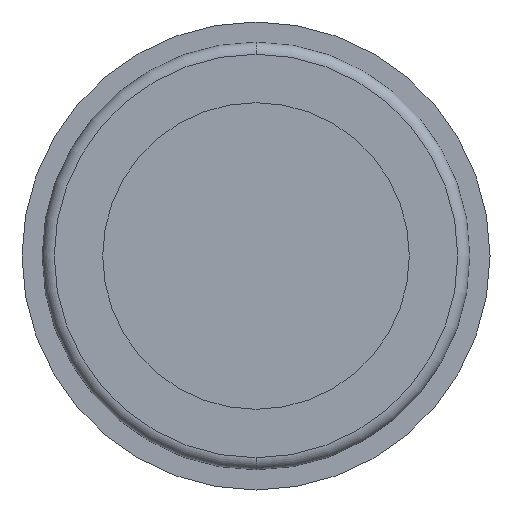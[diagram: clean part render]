
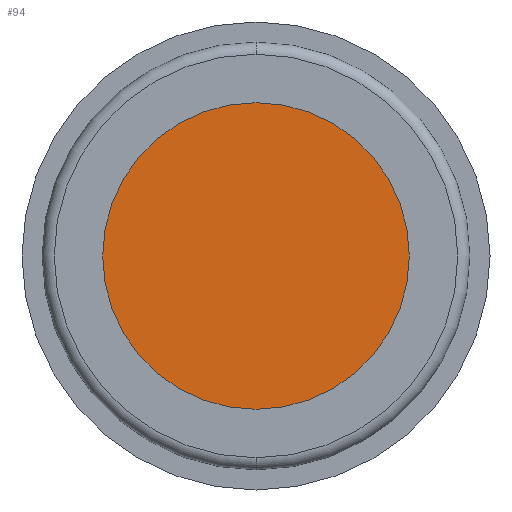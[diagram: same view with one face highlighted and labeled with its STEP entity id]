
A CAD part, front view. The second image highlights one B-rep face of the part: STEP entity #94.
In plain terms, the highlighted planar face has unit normal (0, -1, 0).
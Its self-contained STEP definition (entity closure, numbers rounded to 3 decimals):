
#10 = EDGE_CURVE ( 'NONE', #616, #607, #51, .T. ) ;
#51 = CIRCLE ( 'NONE', #713, 19. ) ;
#82 = EDGE_CURVE ( 'NONE', #607, #616, #114, .T. ) ;
#94 = ADVANCED_FACE ( 'NONE', ( #458 ), #335, .F. ) ;
#114 = CIRCLE ( 'NONE', #446, 19. ) ;
#157 = CARTESIAN_POINT ( 'NONE',  ( 0., 12.7, 0. ) ) ;
#158 = DIRECTION ( 'NONE',  ( 0., 1., 0. ) ) ;
#159 = DIRECTION ( 'NONE',  ( 0., 0., 1. ) ) ;
#305 = CARTESIAN_POINT ( 'NONE',  ( 0., 12.7, 0. ) ) ;
#306 = DIRECTION ( 'NONE',  ( 0., 1., 0. ) ) ;
#307 = DIRECTION ( 'NONE',  ( 0., 0., 1. ) ) ;
#335 = PLANE ( 'NONE',  #459 ) ;
#336 = CARTESIAN_POINT ( 'NONE',  ( 19., 12.7, 0. ) ) ;
#337 = DIRECTION ( 'NONE',  ( 0., 1., 0. ) ) ;
#338 = DIRECTION ( 'NONE',  ( 0., 0., 1. ) ) ;
#368 = CARTESIAN_POINT ( 'NONE',  ( 0., 12.7, -19. ) ) ;
#377 = CARTESIAN_POINT ( 'NONE',  ( 0., 12.7, 19. ) ) ;
#446 = AXIS2_PLACEMENT_3D ( 'NONE', #305, #306, #307 ) ;
#458 = FACE_OUTER_BOUND ( 'NONE', #580, .T. ) ;
#459 = AXIS2_PLACEMENT_3D ( 'NONE', #336, #337, #338 ) ;
#529 = ORIENTED_EDGE ( 'NONE', *, *, #10, .F. ) ;
#531 = ORIENTED_EDGE ( 'NONE', *, *, #82, .F. ) ;
#580 = EDGE_LOOP ( 'NONE', ( #529, #531 ) ) ;
#607 = VERTEX_POINT ( 'NONE', #368 ) ;
#616 = VERTEX_POINT ( 'NONE', #377 ) ;
#713 = AXIS2_PLACEMENT_3D ( 'NONE', #157, #158, #159 ) ;
